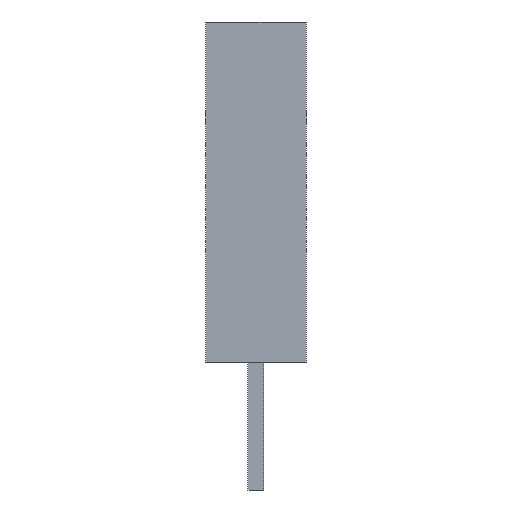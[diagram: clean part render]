
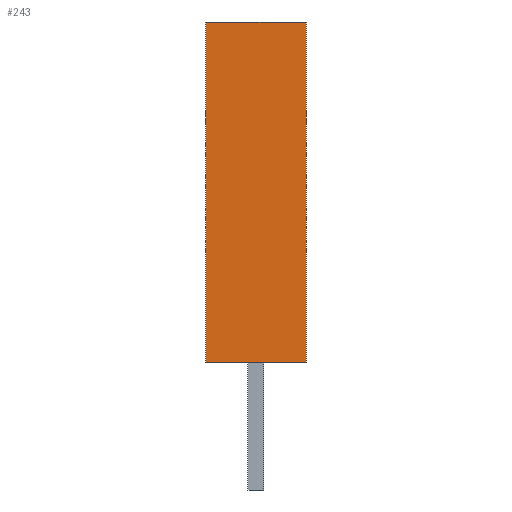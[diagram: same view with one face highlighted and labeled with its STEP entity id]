
A CAD part, left-side view. The second image highlights one B-rep face of the part: STEP entity #243.
In plain terms, the highlighted planar face has unit normal (-1, 0, 0).
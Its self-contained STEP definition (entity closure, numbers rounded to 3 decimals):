
#243=ADVANCED_FACE('',(#368),#369,.F.);
#368=FACE_OUTER_BOUND('',#434,.T.);
#369=PLANE('',#435);
#434=EDGE_LOOP('',(#511,#512,#513,#514));
#435=AXIS2_PLACEMENT_3D('',#515,#516,#517);
#511=ORIENTED_EDGE('',*,*,#621,.T.);
#512=ORIENTED_EDGE('',*,*,#635,.F.);
#513=ORIENTED_EDGE('',*,*,#628,.F.);
#514=ORIENTED_EDGE('',*,*,#617,.T.);
#515=CARTESIAN_POINT('',(22.48,-16.924,8.5));
#516=DIRECTION('',(1.0,0.0,0.0));
#517=DIRECTION('',(0.0,0.0,-1.0));
#617=EDGE_CURVE('',#672,#670,#673,.T.);
#621=EDGE_CURVE('',#670,#678,#679,.T.);
#628=EDGE_CURVE('',#672,#688,#689,.T.);
#635=EDGE_CURVE('',#688,#678,#700,.T.);
#670=VERTEX_POINT('',#747);
#672=VERTEX_POINT('',#750);
#673=LINE('',#751,#752);
#678=VERTEX_POINT('',#759);
#679=LINE('',#760,#761);
#688=VERTEX_POINT('',#774);
#689=LINE('',#775,#776);
#700=LINE('',#792,#793);
#747=CARTESIAN_POINT('',(22.48,-16.924,0.0));
#750=CARTESIAN_POINT('',(22.48,-16.924,8.5));
#751=CARTESIAN_POINT('',(22.48,-16.924,8.5));
#752=VECTOR('',#859,1.0);
#759=CARTESIAN_POINT('',(22.48,-19.424,0.0));
#760=CARTESIAN_POINT('',(22.48,-16.924,0.0));
#761=VECTOR('',#862,1.0);
#774=CARTESIAN_POINT('',(22.48,-19.424,8.5));
#775=CARTESIAN_POINT('',(22.48,-16.924,8.5));
#776=VECTOR('',#867,1.0);
#792=CARTESIAN_POINT('',(22.48,-19.424,8.5));
#793=VECTOR('',#873,1.0);
#859=DIRECTION('',(0.0,0.0,-1.0));
#862=DIRECTION('',(0.0,-1.0,0.0));
#867=DIRECTION('',(0.0,-1.0,0.0));
#873=DIRECTION('',(0.0,0.0,-1.0));
